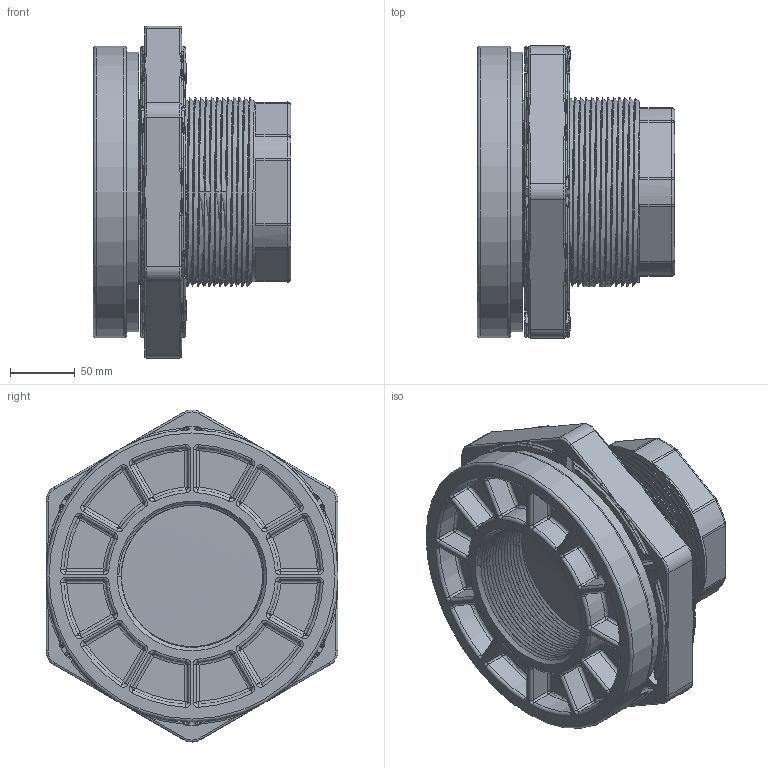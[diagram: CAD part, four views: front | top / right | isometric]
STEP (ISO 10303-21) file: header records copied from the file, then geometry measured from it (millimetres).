
FILE_DESCRIPTION(/* description */ ('4" POLY TANK FLANGE ASSY, FKM'),/* implementation_level */ '2;1');
FILE_NAME(/* name */ 'TF400V.stp',/* time_stamp */ '2020-08-12T11:19:55-04:00',/* author */ ('MJC'),/* organization */ (''),/* preprocessor_version */ 'ST-DEVELOPER v17.2',/* originating_system */ 'Autodesk Inventor 2019',/* authorisation */ '');
FILE_SCHEMA (('AUTOMOTIVE_DESIGN { 1 0 10303 214 3 1 1 }'));
Length unit declared in the file: inch
Products named in the file (4): TF400V; TF401; TF403; TF400GV
Assembly tree (3 placements, depth 2):
  TF400V
    TF401
    TF403
    TF400GV
Bounding box: 152.4 x 225.43 x 256.37 mm (x, y, z)
Volume: 1883280 mm3; surface area: 476572.2 mm2
Topology: 3 solids, 3 shells, 1803 faces, 4445 edges, 2590 vertices
Faces by surface type: cylinder 653, torus 417, plane 351, bspline 321, sphere 48, cone 13
Full cylindrical faces by diameter (mm): 9.525 x6, 109.22 x29, 139.7 x20, 146.05 x26, 149.225 x1, 215.9 x1, 225.425 x1
Entity records: 78142 total; most frequent: CARTESIAN_POINT 37849, ORIENTED_EDGE 8650, DIRECTION 8134, EDGE_CURVE 4325, AXIS2_PLACEMENT_3D 3335, VERTEX_POINT 2590, EDGE_LOOP 1871, CIRCLE 1822
